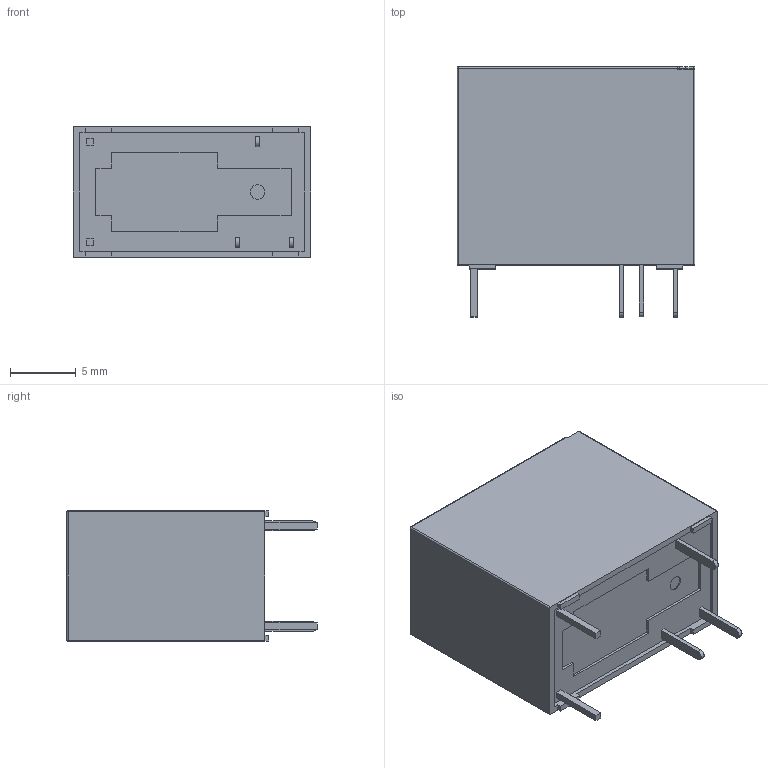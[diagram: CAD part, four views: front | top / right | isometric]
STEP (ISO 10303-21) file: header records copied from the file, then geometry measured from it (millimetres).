
FILE_DESCRIPTION (( 'STEP AP214' ), '1' );
FILE_NAME ('J0971CS5VDC.45.STEP', '2021-02-12T03:51:01', ( '' ), ( '' ), 'SwSTEP 2.0', 'SolidWorks 2017', '' );
FILE_SCHEMA (( 'AUTOMOTIVE_DESIGN' ));
Length unit declared in the file: millimetre
Products named in the file (1): J0971CS5VDC.45
Bounding box: 18.02 x 18.95 x 9.95 mm (x, y, z)
Volume: 2634.8 mm3; surface area: 1449.3 mm2
Topology: 7 solids, 7 shells, 110 faces, 266 edges, 166 vertices
Faces by surface type: plane 79, cylinder 23, sphere 6, torus 2
Entity records: 3208 total; most frequent: CARTESIAN_POINT 537, DIRECTION 530, ORIENTED_EDGE 520, EDGE_CURVE 260, VECTOR 212, LINE 212, VERTEX_POINT 166, AXIS2_PLACEMENT_3D 159
